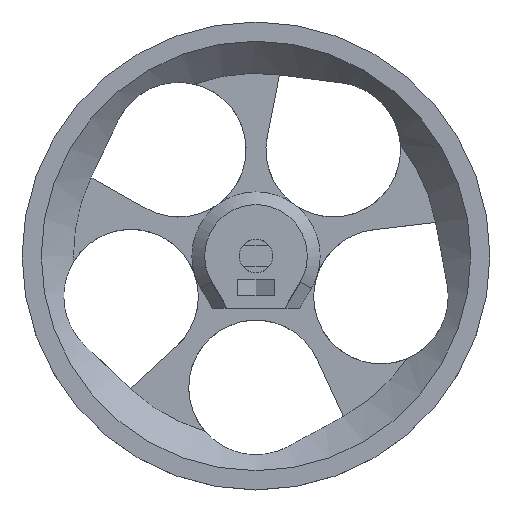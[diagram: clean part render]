
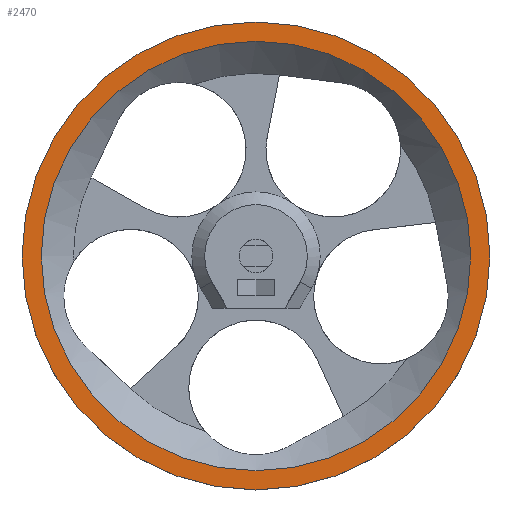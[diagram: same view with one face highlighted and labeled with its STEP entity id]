
A CAD part, top view. The second image highlights one B-rep face of the part: STEP entity #2470.
In plain terms, the highlighted planar face has unit normal (0, 0, 1).
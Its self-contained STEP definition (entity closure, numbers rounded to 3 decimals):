
#261 = CONICAL_SURFACE('',#262,28.5,0.785);
#262 = AXIS2_PLACEMENT_3D('',#263,#264,#265);
#263 = CARTESIAN_POINT('',(0.,0.,-2.));
#264 = DIRECTION('',(0.,0.,1.));
#265 = DIRECTION('',(-1.,0.,0.));
#1071 = VERTEX_POINT('',#1072);
#1072 = CARTESIAN_POINT('',(-33.5,0.,
    3.));
#1093 = EDGE_CURVE('',#1071,#1071,#1094,.T.);
#1094 = SURFACE_CURVE('',#1095,(#1100,#1107),.PCURVE_S1.);
#1095 = CIRCLE('',#1096,33.5);
#1096 = AXIS2_PLACEMENT_3D('',#1097,#1098,#1099);
#1097 = CARTESIAN_POINT('',(0.,0.,3.));
#1098 = DIRECTION('',(0.,0.,1.));
#1099 = DIRECTION('',(-1.,0.,0.));
#1100 = PCURVE('',#261,#1101);
#1101 = DEFINITIONAL_REPRESENTATION('',(#1102),#1106);
#1102 = LINE('',#1103,#1104);
#1103 = CARTESIAN_POINT('',(0.,5.));
#1104 = VECTOR('',#1105,1.);
#1105 = DIRECTION('',(1.,0.));
#1106 = ( GEOMETRIC_REPRESENTATION_CONTEXT(2) 
PARAMETRIC_REPRESENTATION_CONTEXT() REPRESENTATION_CONTEXT('2D SPACE',''
  ) );
#1107 = PCURVE('',#1108,#1113);
#1108 = PLANE('',#1109);
#1109 = AXIS2_PLACEMENT_3D('',#1110,#1111,#1112);
#1110 = CARTESIAN_POINT('',(0.,0.,3.));
#1111 = DIRECTION('',(0.,0.,-1.));
#1112 = DIRECTION('',(1.,0.,0.));
#1113 = DEFINITIONAL_REPRESENTATION('',(#1114),#1122);
#1114 = ( BOUNDED_CURVE() B_SPLINE_CURVE(2,(#1115,#1116,#1117,#1118,
#1119,#1120,#1121),.UNSPECIFIED.,.T.,.F.) B_SPLINE_CURVE_WITH_KNOTS((1,2
    ,2,2,2,1),(-2.094,0.,2.094,4.189,
6.283,8.378),.UNSPECIFIED.) CURVE() 
GEOMETRIC_REPRESENTATION_ITEM() RATIONAL_B_SPLINE_CURVE((1.,0.5,1.,0.5,
1.,0.5,1.)) REPRESENTATION_ITEM('') );
#1115 = CARTESIAN_POINT('',(-33.5,0.));
#1116 = CARTESIAN_POINT('',(-33.5,58.024));
#1117 = CARTESIAN_POINT('',(16.75,29.012));
#1118 = CARTESIAN_POINT('',(67.,0.));
#1119 = CARTESIAN_POINT('',(16.75,-29.012));
#1120 = CARTESIAN_POINT('',(-33.5,-58.024));
#1121 = CARTESIAN_POINT('',(-33.5,0.));
#1122 = ( GEOMETRIC_REPRESENTATION_CONTEXT(2) 
PARAMETRIC_REPRESENTATION_CONTEXT() REPRESENTATION_CONTEXT('2D SPACE',''
  ) );
#2470 = ADVANCED_FACE('',(#2471,#2474),#1108,.F.);
#2471 = FACE_BOUND('',#2472,.F.);
#2472 = EDGE_LOOP('',(#2473));
#2473 = ORIENTED_EDGE('',*,*,#1093,.T.);
#2474 = FACE_BOUND('',#2475,.F.);
#2475 = EDGE_LOOP('',(#2476));
#2476 = ORIENTED_EDGE('',*,*,#2477,.F.);
#2477 = EDGE_CURVE('',#2478,#2478,#2480,.T.);
#2478 = VERTEX_POINT('',#2479);
#2479 = CARTESIAN_POINT('',(-36.5,0.,
    3.));
#2480 = SURFACE_CURVE('',#2481,(#2486,#2497),.PCURVE_S1.);
#2481 = CIRCLE('',#2482,36.5);
#2482 = AXIS2_PLACEMENT_3D('',#2483,#2484,#2485);
#2483 = CARTESIAN_POINT('',(0.,0.,3.));
#2484 = DIRECTION('',(0.,0.,1.));
#2485 = DIRECTION('',(-1.,0.,0.));
#2486 = PCURVE('',#1108,#2487);
#2487 = DEFINITIONAL_REPRESENTATION('',(#2488),#2496);
#2488 = ( BOUNDED_CURVE() B_SPLINE_CURVE(2,(#2489,#2490,#2491,#2492,
#2493,#2494,#2495),.UNSPECIFIED.,.T.,.F.) B_SPLINE_CURVE_WITH_KNOTS((1,2
    ,2,2,2,1),(-2.094,0.,2.094,4.189,
6.283,8.378),.UNSPECIFIED.) CURVE() 
GEOMETRIC_REPRESENTATION_ITEM() RATIONAL_B_SPLINE_CURVE((1.,0.5,1.,0.5,
1.,0.5,1.)) REPRESENTATION_ITEM('') );
#2489 = CARTESIAN_POINT('',(-36.5,0.));
#2490 = CARTESIAN_POINT('',(-36.5,63.22));
#2491 = CARTESIAN_POINT('',(18.25,31.61));
#2492 = CARTESIAN_POINT('',(73.,0.));
#2493 = CARTESIAN_POINT('',(18.25,-31.61));
#2494 = CARTESIAN_POINT('',(-36.5,-63.22));
#2495 = CARTESIAN_POINT('',(-36.5,0.));
#2496 = ( GEOMETRIC_REPRESENTATION_CONTEXT(2) 
PARAMETRIC_REPRESENTATION_CONTEXT() REPRESENTATION_CONTEXT('2D SPACE',''
  ) );
#2497 = PCURVE('',#2498,#2503);
#2498 = CYLINDRICAL_SURFACE('',#2499,36.5);
#2499 = AXIS2_PLACEMENT_3D('',#2500,#2501,#2502);
#2500 = CARTESIAN_POINT('',(0.,0.,3.));
#2501 = DIRECTION('',(0.,0.,-1.));
#2502 = DIRECTION('',(-1.,0.,0.));
#2503 = DEFINITIONAL_REPRESENTATION('',(#2504),#2508);
#2504 = LINE('',#2505,#2506);
#2505 = CARTESIAN_POINT('',(-0.,0.));
#2506 = VECTOR('',#2507,1.);
#2507 = DIRECTION('',(-1.,0.));
#2508 = ( GEOMETRIC_REPRESENTATION_CONTEXT(2) 
PARAMETRIC_REPRESENTATION_CONTEXT() REPRESENTATION_CONTEXT('2D SPACE',''
  ) );
